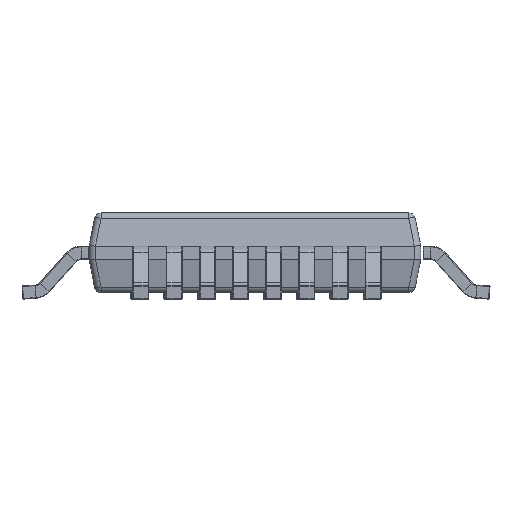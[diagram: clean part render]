
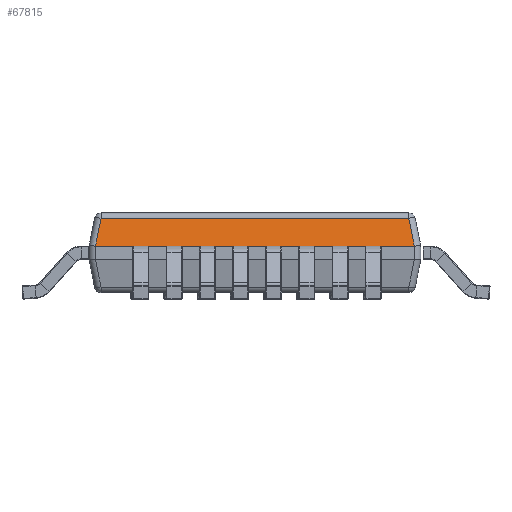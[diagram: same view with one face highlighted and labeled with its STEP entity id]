
A CAD part, front view. The second image highlights one B-rep face of the part: STEP entity #67815.
In plain terms, the highlighted planar face has unit normal (0, -0.981, 0.196).
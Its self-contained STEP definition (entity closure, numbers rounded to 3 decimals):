
#2345 = VERTEX_POINT ( 'NONE', #67036 ) ;
#2981 = ORIENTED_EDGE ( 'NONE', *, *, #85392, .T. ) ;
#3183 = CARTESIAN_POINT ( 'NONE',  ( 2.401, -2.5, 0.8 ) ) ;
#3514 = DIRECTION ( 'NONE',  ( -1., 0., 0. ) ) ;
#5259 = CARTESIAN_POINT ( 'NONE',  ( 2.4, -2.5, 0.8 ) ) ;
#6306 = EDGE_LOOP ( 'NONE', ( #29456, #2981, #74837, #73100, #6991, #8317 ) ) ;
#6991 = ORIENTED_EDGE ( 'NONE', *, *, #77848, .T. ) ;
#8317 = ORIENTED_EDGE ( 'NONE', *, *, #10975, .T. ) ;
#9476 = CARTESIAN_POINT ( 'NONE',  ( 2.4, -2.5, 0.8 ) ) ;
#10483 = VERTEX_POINT ( 'NONE', #30238 ) ;
#10975 = EDGE_CURVE ( 'NONE', #2345, #86228, #86021, .T. ) ;
#11795 = VECTOR ( 'NONE', #60310, 1000. ) ;
#14562 = CARTESIAN_POINT ( 'NONE',  ( 2.318, -2.416, 1.22 ) ) ;
#15034 = PLANE ( 'NONE',  #48760 ) ;
#18835 = DIRECTION ( 'NONE',  ( -0.192, -0.192, -0.962 ) ) ;
#23495 = FACE_OUTER_BOUND ( 'NONE', #6306, .T. ) ;
#24672 = CARTESIAN_POINT ( 'NONE',  ( 2.402, -2.5, 0.8 ) ) ;
#26635 = CARTESIAN_POINT ( 'NONE',  ( -2.402, -2.5, 0.8 ) ) ;
#29456 = ORIENTED_EDGE ( 'NONE', *, *, #81755, .F. ) ;
#30238 = CARTESIAN_POINT ( 'NONE',  ( 2.402, -2.5, 0.8 ) ) ;
#32306 = CARTESIAN_POINT ( 'NONE',  ( -2.4, -2.5, 0.8 ) ) ;
#33342 =( BOUNDED_CURVE ( )  B_SPLINE_CURVE ( 3, ( #9476, #3183, #45707, #24672 ),
 .UNSPECIFIED., .F., .F. ) 
 B_SPLINE_CURVE_WITH_KNOTS ( ( 4, 4 ),
 ( 0., 0.019 ),
 .UNSPECIFIED. ) 
 CURVE ( )  GEOMETRIC_REPRESENTATION_ITEM ( )  RATIONAL_B_SPLINE_CURVE ( ( 1., 1., 1., 1. ) ) 
 REPRESENTATION_ITEM ( '' )  );
#42316 = DIRECTION ( 'NONE',  ( 0., -0.981, 0.196 ) ) ;
#44275 = CARTESIAN_POINT ( 'NONE',  ( -2.5, -2.5, 0.8 ) ) ;
#45614 = VERTEX_POINT ( 'NONE', #85379 ) ;
#45707 = CARTESIAN_POINT ( 'NONE',  ( 2.401, -2.5, 0.8 ) ) ;
#48760 = AXIS2_PLACEMENT_3D ( 'NONE', #50839, #42316, #71933 ) ;
#50403 = DIRECTION ( 'NONE',  ( -0.192, 0.192, 0.962 ) ) ;
#50839 = CARTESIAN_POINT ( 'NONE',  ( 0., -2.4, 1.3 ) ) ;
#55824 = VECTOR ( 'NONE', #18835, 1000. ) ;
#56320 = VERTEX_POINT ( 'NONE', #5259 ) ;
#58173 = LINE ( 'NONE', #64913, #74356 ) ;
#58553 = LINE ( 'NONE', #44275, #11795 ) ;
#60310 = DIRECTION ( 'NONE',  ( -1., 0., 0. ) ) ;
#63809 = LINE ( 'NONE', #76428, #72837 ) ;
#64501 = VERTEX_POINT ( 'NONE', #14562 ) ;
#64913 = CARTESIAN_POINT ( 'NONE',  ( 0., -2.416, 1.22 ) ) ;
#67036 = CARTESIAN_POINT ( 'NONE',  ( -2.402, -2.5, 0.8 ) ) ;
#67242 = EDGE_CURVE ( 'NONE', #10483, #64501, #63809, .T. ) ;
#67815 = ADVANCED_FACE ( 'NONE', ( #23495 ), #15034, .T. ) ;
#67839 = CARTESIAN_POINT ( 'NONE',  ( -2.401, -2.5, 0.8 ) ) ;
#68283 = CARTESIAN_POINT ( 'NONE',  ( -2.4, -2.5, 0.8 ) ) ;
#71933 = DIRECTION ( 'NONE',  ( -1., 0., 0. ) ) ;
#72837 = VECTOR ( 'NONE', #50403, 1000. ) ;
#73100 = ORIENTED_EDGE ( 'NONE', *, *, #83974, .T. ) ;
#74356 = VECTOR ( 'NONE', #3514, 1000. ) ;
#74837 = ORIENTED_EDGE ( 'NONE', *, *, #67242, .T. ) ;
#76428 = CARTESIAN_POINT ( 'NONE',  ( 2.217, -2.315, 1.726 ) ) ;
#77848 = EDGE_CURVE ( 'NONE', #45614, #2345, #80212, .T. ) ;
#80212 = LINE ( 'NONE', #81088, #55824 ) ;
#81088 = CARTESIAN_POINT ( 'NONE',  ( -2.217, -2.315, 1.726 ) ) ;
#81755 = EDGE_CURVE ( 'NONE', #56320, #86228, #58553, .T. ) ;
#81805 = CARTESIAN_POINT ( 'NONE',  ( -2.401, -2.5, 0.8 ) ) ;
#83974 = EDGE_CURVE ( 'NONE', #64501, #45614, #58173, .T. ) ;
#85379 = CARTESIAN_POINT ( 'NONE',  ( -2.318, -2.416, 1.22 ) ) ;
#85392 = EDGE_CURVE ( 'NONE', #56320, #10483, #33342, .T. ) ;
#86021 =( BOUNDED_CURVE ( )  B_SPLINE_CURVE ( 3, ( #26635, #67839, #81805, #68283 ),
 .UNSPECIFIED., .F., .F. ) 
 B_SPLINE_CURVE_WITH_KNOTS ( ( 4, 4 ),
 ( 6.264, 6.283 ),
 .UNSPECIFIED. ) 
 CURVE ( )  GEOMETRIC_REPRESENTATION_ITEM ( )  RATIONAL_B_SPLINE_CURVE ( ( 1., 1., 1., 1. ) ) 
 REPRESENTATION_ITEM ( '' )  );
#86228 = VERTEX_POINT ( 'NONE', #32306 ) ;
